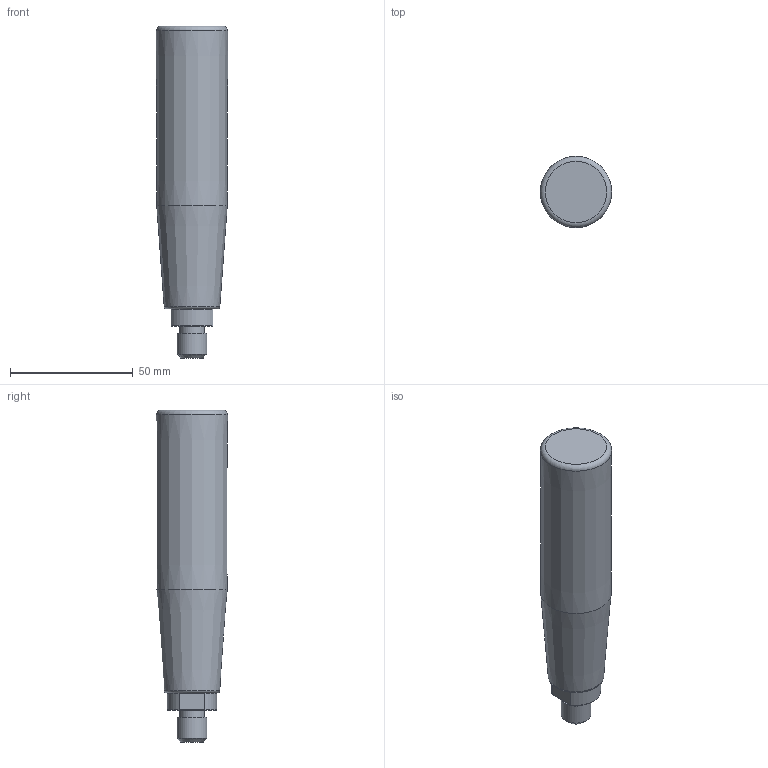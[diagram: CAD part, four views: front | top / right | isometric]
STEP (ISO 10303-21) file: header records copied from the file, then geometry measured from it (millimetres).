
FILE_DESCRIPTION( ( 'Unknown' ), '1' );
FILE_NAME( '6138040_MCG29x115_M12.stp', 'Unknown', ( 'Unknown' ), ( 'Unknown' ), 'PSStep 11.0', 'Unknown', ' ' );
FILE_SCHEMA( ( 'AUTOMOTIVE_DESIGN { 1 0 10303 214 1 1 1 1 }' ) );
Length unit declared in the file: millimetre
Products named in the file (2): 8900103
Bounding box: 28.99 x 28.99 x 135 mm (x, y, z)
Volume: 71351.8 mm3; surface area: 16017.3 mm2
Topology: 2 solids, 4 shells, 46 faces, 94 edges, 59 vertices
Faces by surface type: plane 19, cone 13, cylinder 11, torus 3
Full cylindrical faces by diameter (mm): 9 x1, 10 x2, 10.6 x1, 12 x1, 14 x2
Entity records: 1507 total; most frequent: CARTESIAN_POINT 224, DIRECTION 192, ORIENTED_EDGE 148, AXIS2_PLACEMENT_3D 86, EDGE_CURVE 74, EDGE_LOOP 68, FACE_OUTER_BOUND 56, VERTEX_POINT 54
